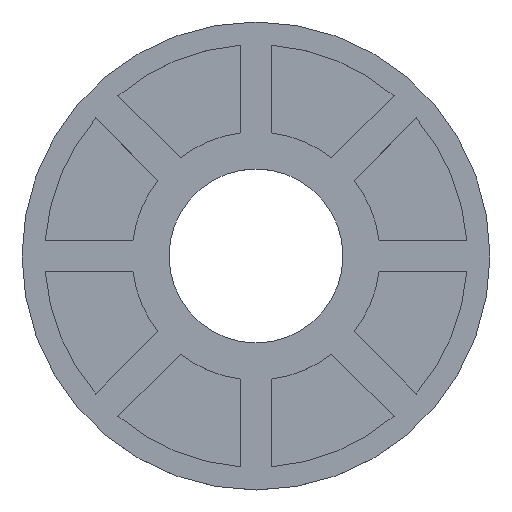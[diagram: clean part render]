
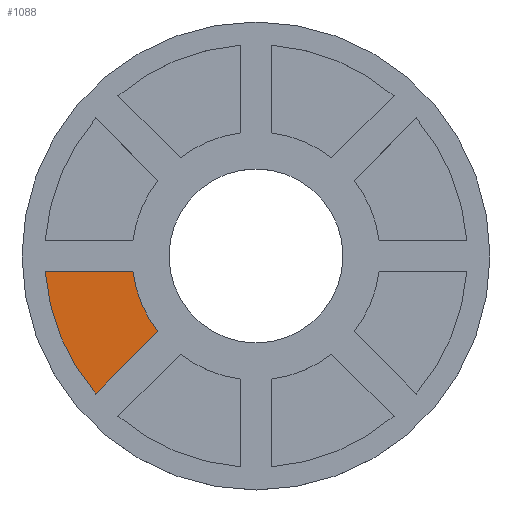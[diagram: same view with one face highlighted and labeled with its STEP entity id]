
A CAD part, top view. The second image highlights one B-rep face of the part: STEP entity #1088.
In plain terms, the highlighted planar face has unit normal (0, 0, 1).
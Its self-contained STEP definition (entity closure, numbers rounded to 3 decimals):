
#305=CARTESIAN_POINT('',(0.,0.,1.2));
#306=DIRECTION('',(0.,0.,1.));
#307=DIRECTION('',(-0.997,-0.074,0.));
#308=AXIS2_PLACEMENT_3D('',#305,#306,#307);
#310=DIRECTION('',(-1.,0.,0.));
#311=VECTOR('',#310,11.252);
#312=CARTESIAN_POINT('',(-15.774,-2.,1.2));
#313=LINE('',#312,#311);
#314=CARTESIAN_POINT('',(0.,0.,1.2));
#315=DIRECTION('',(0.,0.,-1.));
#316=DIRECTION('',(-0.79,-0.613,0.));
#317=AXIS2_PLACEMENT_3D('',#314,#315,#316);
#319=DIRECTION('',(0.707,0.707,0.));
#320=VECTOR('',#319,11.252);
#321=CARTESIAN_POINT('',(-20.525,-17.696,1.2));
#322=LINE('',#321,#320);
#573=CARTESIAN_POINT('',(-27.026,-2.,1.2));
#574=CARTESIAN_POINT('',(-20.525,-17.696,1.2));
#575=VERTEX_POINT('',#573);
#576=VERTEX_POINT('',#574);
#577=CARTESIAN_POINT('',(-12.568,-9.739,1.2));
#578=VERTEX_POINT('',#577);
#579=CARTESIAN_POINT('',(-15.774,-2.,1.2));
#580=VERTEX_POINT('',#579);
#1077=CARTESIAN_POINT('',(0.,0.,1.2));
#1078=DIRECTION('',(0.,0.,1.));
#1079=DIRECTION('',(0.,1.,0.));
#1080=AXIS2_PLACEMENT_3D('',#1077,#1078,#1079);
#1081=PLANE('',#1080);
#1082=ORIENTED_EDGE('',*,*,#1029,.F.);
#1083=ORIENTED_EDGE('',*,*,#1044,.F.);
#1084=ORIENTED_EDGE('',*,*,#1058,.F.);
#1085=ORIENTED_EDGE('',*,*,#1071,.F.);
#1086=EDGE_LOOP('',(#1082,#1083,#1084,#1085));
#1087=FACE_OUTER_BOUND('',#1086,.F.);
#1088=ADVANCED_FACE('',(#1087),#1081,.T.);
#309=CIRCLE('',#308,27.1);
#318=CIRCLE('',#317,15.9);
#1029=EDGE_CURVE('',#575,#576,#309,.T.);
#1044=EDGE_CURVE('',#580,#575,#313,.T.);
#1058=EDGE_CURVE('',#578,#580,#318,.T.);
#1071=EDGE_CURVE('',#576,#578,#322,.T.);
